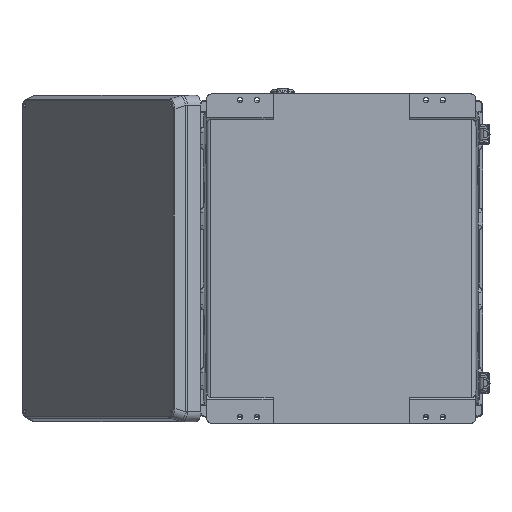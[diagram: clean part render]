
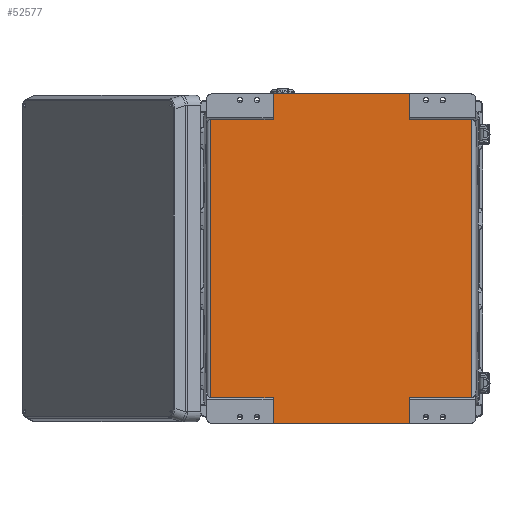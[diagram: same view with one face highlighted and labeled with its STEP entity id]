
A CAD part, front view. The second image highlights one B-rep face of the part: STEP entity #52577.
In plain terms, the highlighted planar face has unit normal (0, -1, 0).
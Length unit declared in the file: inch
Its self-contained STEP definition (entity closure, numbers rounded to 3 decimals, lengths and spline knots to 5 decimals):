
#140 = CARTESIAN_POINT ( 'NONE',  ( 4.03163, 0.05906, 0. ) ) ;
#1037 = EDGE_LOOP ( 'NONE', ( #34894, #64354, #27920, #36137, #22410, #12758, #5107, #46074, #42548, #2777, #19823, #11556 ) ) ;
#1370 = CARTESIAN_POINT ( 'NONE',  ( 7.73754, 0.05906, -17.96858 ) ) ;
#1791 = EDGE_CURVE ( 'NONE', #42582, #22010, #30979, .T. ) ;
#2158 = VECTOR ( 'NONE', #42355, 39.37008 ) ;
#2777 = ORIENTED_EDGE ( 'NONE', *, *, #9792, .T. ) ;
#3073 = EDGE_CURVE ( 'NONE', #42582, #59896, #68736, .T. ) ;
#3156 = VECTOR ( 'NONE', #15509, 39.37008 ) ;
#3424 = EDGE_CURVE ( 'NONE', #10647, #14913, #15418, .T. ) ;
#3673 = VERTEX_POINT ( 'NONE', #1370 ) ;
#4928 = VERTEX_POINT ( 'NONE', #38496 ) ;
#5059 = DIRECTION ( 'NONE',  ( -1., 0., 0. ) ) ;
#5107 = ORIENTED_EDGE ( 'NONE', *, *, #36581, .T. ) ;
#6523 = CARTESIAN_POINT ( 'NONE',  ( 7.73754, 0.05906, -1.51961 ) ) ;
#9792 = EDGE_CURVE ( 'NONE', #16264, #14913, #11801, .T. ) ;
#9976 = CARTESIAN_POINT ( 'NONE',  ( 8.11811, 0.05906, -19.48819 ) ) ;
#10647 = VERTEX_POINT ( 'NONE', #67020 ) ;
#11412 = LINE ( 'NONE', #49532, #36747 ) ;
#11556 = ORIENTED_EDGE ( 'NONE', *, *, #54347, .F. ) ;
#11801 = LINE ( 'NONE', #49240, #49472 ) ;
#12758 = ORIENTED_EDGE ( 'NONE', *, *, #53867, .F. ) ;
#14082 = LINE ( 'NONE', #34729, #51030 ) ;
#14913 = VERTEX_POINT ( 'NONE', #44702 ) ;
#15418 = LINE ( 'NONE', #20687, #2158 ) ;
#15509 = DIRECTION ( 'NONE',  ( 0., 0., 1. ) ) ;
#15623 = VECTOR ( 'NONE', #16914, 39.37008 ) ;
#16264 = VERTEX_POINT ( 'NONE', #140 ) ;
#16914 = DIRECTION ( 'NONE',  ( 0., 0., 1. ) ) ;
#17412 = DIRECTION ( 'NONE',  ( -1., 0., 0. ) ) ;
#19823 = ORIENTED_EDGE ( 'NONE', *, *, #3424, .F. ) ;
#20199 = DIRECTION ( 'NONE',  ( 0., 0., -1. ) ) ;
#20286 = FACE_OUTER_BOUND ( 'NONE', #1037, .T. ) ;
#20503 = DIRECTION ( 'NONE',  ( -1., 0., 0. ) ) ;
#20687 = CARTESIAN_POINT ( 'NONE',  ( -4.03163, 0.05906, 0.85787 ) ) ;
#22010 = VERTEX_POINT ( 'NONE', #23653 ) ;
#22147 = LINE ( 'NONE', #43846, #15623 ) ;
#22410 = ORIENTED_EDGE ( 'NONE', *, *, #43380, .F. ) ;
#22986 = VERTEX_POINT ( 'NONE', #6523 ) ;
#23361 = VECTOR ( 'NONE', #20503, 39.37008 ) ;
#23653 = CARTESIAN_POINT ( 'NONE',  ( -4.03163, 0.05906, -17.96858 ) ) ;
#25325 = CARTESIAN_POINT ( 'NONE',  ( -7.73754, 0.05906, -1.51961 ) ) ;
#25638 = LINE ( 'NONE', #46979, #46847 ) ;
#26526 = AXIS2_PLACEMENT_3D ( 'NONE', #29721, #41617, #66819 ) ;
#26717 = VERTEX_POINT ( 'NONE', #62761 ) ;
#26836 = DIRECTION ( 'NONE',  ( -1., 0., 0. ) ) ;
#27920 = ORIENTED_EDGE ( 'NONE', *, *, #39331, .T. ) ;
#29721 = CARTESIAN_POINT ( 'NONE',  ( 8.11811, 0.05906, -1.51961 ) ) ;
#30979 = LINE ( 'NONE', #35521, #41892 ) ;
#31354 = CARTESIAN_POINT ( 'NONE',  ( 8.11811, 0.05906, -1.51961 ) ) ;
#34729 = CARTESIAN_POINT ( 'NONE',  ( 4.03163, 0.05906, 0.85787 ) ) ;
#34894 = ORIENTED_EDGE ( 'NONE', *, *, #3073, .F. ) ;
#35521 = CARTESIAN_POINT ( 'NONE',  ( -8.11811, 0.05906, -17.96858 ) ) ;
#36137 = ORIENTED_EDGE ( 'NONE', *, *, #62547, .F. ) ;
#36258 = CARTESIAN_POINT ( 'NONE',  ( 4.03163, 0.05906, -1.51961 ) ) ;
#36581 = EDGE_CURVE ( 'NONE', #3673, #22986, #22147, .T. ) ;
#36585 = DIRECTION ( 'NONE',  ( 0., 0., -1. ) ) ;
#36747 = VECTOR ( 'NONE', #26836, 39.37008 ) ;
#37318 = LINE ( 'NONE', #41525, #49913 ) ;
#38496 = CARTESIAN_POINT ( 'NONE',  ( 4.03163, 0.05906, -17.96858 ) ) ;
#39331 = EDGE_CURVE ( 'NONE', #22010, #55137, #37318, .T. ) ;
#41136 = LINE ( 'NONE', #31354, #23361 ) ;
#41525 = CARTESIAN_POINT ( 'NONE',  ( -4.03163, 0.05906, -20.34606 ) ) ;
#41617 = DIRECTION ( 'NONE',  ( 0., 1., 0. ) ) ;
#41722 = DIRECTION ( 'NONE',  ( 1., 0., 0. ) ) ;
#41892 = VECTOR ( 'NONE', #57565, 39.37008 ) ;
#42247 = CARTESIAN_POINT ( 'NONE',  ( -4.03163, 0.05906, -19.48819 ) ) ;
#42355 = DIRECTION ( 'NONE',  ( 0., 0., 1. ) ) ;
#42548 = ORIENTED_EDGE ( 'NONE', *, *, #51418, .T. ) ;
#42582 = VERTEX_POINT ( 'NONE', #45047 ) ;
#43367 = EDGE_CURVE ( 'NONE', #22986, #45830, #41136, .T. ) ;
#43380 = EDGE_CURVE ( 'NONE', #4928, #26717, #67421, .T. ) ;
#43846 = CARTESIAN_POINT ( 'NONE',  ( 7.73754, 0.05906, -1.51961 ) ) ;
#44702 = CARTESIAN_POINT ( 'NONE',  ( -4.03163, 0.05906, 0. ) ) ;
#45047 = CARTESIAN_POINT ( 'NONE',  ( -7.73754, 0.05906, -17.96858 ) ) ;
#45830 = VERTEX_POINT ( 'NONE', #36258 ) ;
#46074 = ORIENTED_EDGE ( 'NONE', *, *, #43367, .T. ) ;
#46518 = PLANE ( 'NONE',  #26526 ) ;
#46847 = VECTOR ( 'NONE', #41722, 39.37008 ) ;
#46979 = CARTESIAN_POINT ( 'NONE',  ( -8.11811, 0.05906, -1.51961 ) ) ;
#47574 = CARTESIAN_POINT ( 'NONE',  ( -7.73754, 0.05906, -1.51961 ) ) ;
#49240 = CARTESIAN_POINT ( 'NONE',  ( 8.11811, 0.05906, 0. ) ) ;
#49472 = VECTOR ( 'NONE', #17412, 39.37008 ) ;
#49532 = CARTESIAN_POINT ( 'NONE',  ( 8.11811, 0.05906, -17.96858 ) ) ;
#49913 = VECTOR ( 'NONE', #20199, 39.37008 ) ;
#51030 = VECTOR ( 'NONE', #62368, 39.37008 ) ;
#51418 = EDGE_CURVE ( 'NONE', #45830, #16264, #14082, .T. ) ;
#52577 = ADVANCED_FACE ( 'NONE', ( #20286 ), #46518, .F. ) ;
#53867 = EDGE_CURVE ( 'NONE', #3673, #4928, #11412, .T. ) ;
#54347 = EDGE_CURVE ( 'NONE', #59896, #10647, #25638, .T. ) ;
#55137 = VERTEX_POINT ( 'NONE', #42247 ) ;
#57565 = DIRECTION ( 'NONE',  ( 1., 0., 0. ) ) ;
#57916 = LINE ( 'NONE', #9976, #63395 ) ;
#59896 = VERTEX_POINT ( 'NONE', #47574 ) ;
#62368 = DIRECTION ( 'NONE',  ( 0., 0., 1. ) ) ;
#62482 = CARTESIAN_POINT ( 'NONE',  ( 4.03163, 0.05906, -20.34606 ) ) ;
#62547 = EDGE_CURVE ( 'NONE', #26717, #55137, #57916, .T. ) ;
#62761 = CARTESIAN_POINT ( 'NONE',  ( 4.03163, 0.05906, -19.48819 ) ) ;
#63395 = VECTOR ( 'NONE', #5059, 39.37008 ) ;
#64354 = ORIENTED_EDGE ( 'NONE', *, *, #1791, .T. ) ;
#65830 = VECTOR ( 'NONE', #36585, 39.37008 ) ;
#66819 = DIRECTION ( 'NONE',  ( 0., 0., 1. ) ) ;
#67020 = CARTESIAN_POINT ( 'NONE',  ( -4.03163, 0.05906, -1.51961 ) ) ;
#67421 = LINE ( 'NONE', #62482, #65830 ) ;
#68736 = LINE ( 'NONE', #25325, #3156 ) ;
